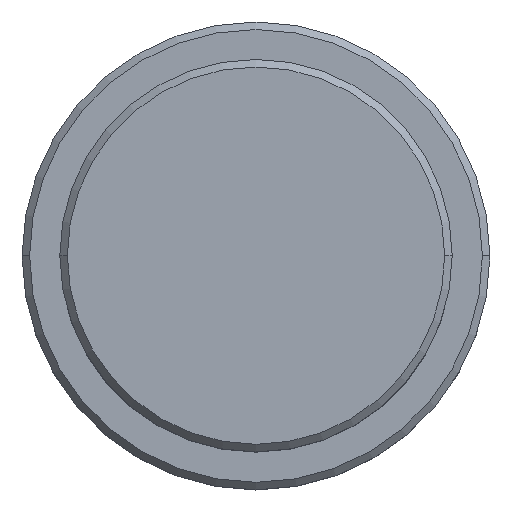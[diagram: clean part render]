
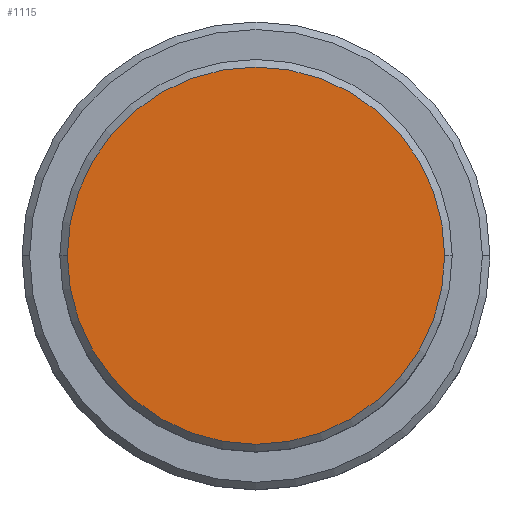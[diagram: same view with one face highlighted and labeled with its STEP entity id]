
A CAD part, top view. The second image highlights one B-rep face of the part: STEP entity #1115.
In plain terms, the highlighted planar face has unit normal (0, 0, 1).
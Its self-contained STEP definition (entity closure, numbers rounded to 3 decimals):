
#12 = AXIS2_PLACEMENT_3D ( 'NONE', #648, #92, #1412 ) ;
#79 = ORIENTED_EDGE ( 'NONE', *, *, #366, .T. ) ;
#92 = DIRECTION ( 'NONE',  ( 0., 0., 1. ) ) ;
#133 = DIRECTION ( 'NONE',  ( 0., 0., 1. ) ) ;
#157 = CARTESIAN_POINT ( 'NONE',  ( 0., 0., 0. ) ) ;
#267 = AXIS2_PLACEMENT_3D ( 'NONE', #659, #431, #310 ) ;
#310 = DIRECTION ( 'NONE',  ( 1., 0., 0. ) ) ;
#366 = EDGE_CURVE ( 'NONE', #1323, #1152, #447, .T. ) ;
#431 = DIRECTION ( 'NONE',  ( 0., 0., 1. ) ) ;
#439 = CARTESIAN_POINT ( 'NONE',  ( 12.5, 0., 0. ) ) ;
#447 = CIRCLE ( 'NONE', #987, 12.5 ) ;
#486 = DIRECTION ( 'NONE',  ( 1., 0., 0. ) ) ;
#500 = CIRCLE ( 'NONE', #267, 12.5 ) ;
#648 = CARTESIAN_POINT ( 'NONE',  ( 0., 0., 0. ) ) ;
#659 = CARTESIAN_POINT ( 'NONE',  ( 0., 0., 0. ) ) ;
#762 = FACE_OUTER_BOUND ( 'NONE', #1265, .T. ) ;
#770 = PLANE ( 'NONE',  #12 ) ;
#950 = ORIENTED_EDGE ( 'NONE', *, *, #1092, .T. ) ;
#987 = AXIS2_PLACEMENT_3D ( 'NONE', #157, #133, #486 ) ;
#1092 = EDGE_CURVE ( 'NONE', #1152, #1323, #500, .T. ) ;
#1109 = CARTESIAN_POINT ( 'NONE',  ( -12.5, 0., 0. ) ) ;
#1115 = ADVANCED_FACE ( 'NONE', ( #762 ), #770, .T. ) ;
#1152 = VERTEX_POINT ( 'NONE', #439 ) ;
#1265 = EDGE_LOOP ( 'NONE', ( #79, #950 ) ) ;
#1323 = VERTEX_POINT ( 'NONE', #1109 ) ;
#1412 = DIRECTION ( 'NONE',  ( 1., 0., 0. ) ) ;
